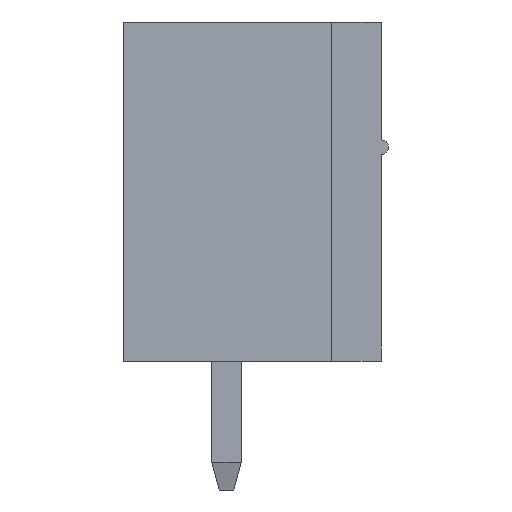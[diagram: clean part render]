
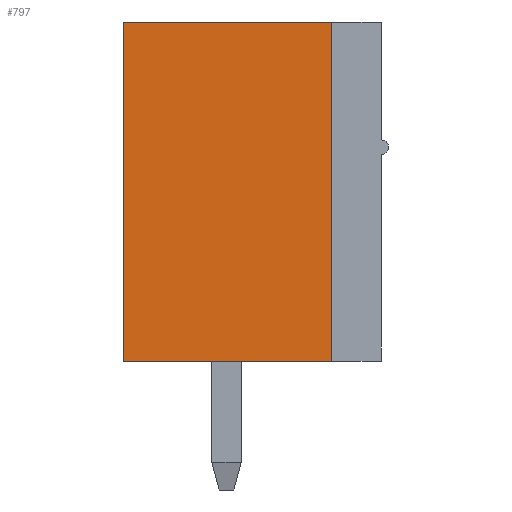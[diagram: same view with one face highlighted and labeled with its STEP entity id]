
A CAD part, left-side view. The second image highlights one B-rep face of the part: STEP entity #797.
In plain terms, the highlighted planar face has unit normal (-1, 0, 0).
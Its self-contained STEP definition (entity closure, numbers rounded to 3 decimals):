
#797 = ADVANCED_FACE( '', ( #1611 ), #1612, .T. );
#1611 = FACE_OUTER_BOUND( '', #2469, .T. );
#1612 = PLANE( '', #2470 );
#2469 = EDGE_LOOP( '', ( #4509, #4510, #4511, #4512 ) );
#2470 = AXIS2_PLACEMENT_3D( '', #4513, #4514, #4515 );
#4509 = ORIENTED_EDGE( '', *, *, #5862, .T. );
#4510 = ORIENTED_EDGE( '', *, *, #6087, .T. );
#4511 = ORIENTED_EDGE( '', *, *, #5887, .T. );
#4512 = ORIENTED_EDGE( '', *, *, #6088, .T. );
#4513 = CARTESIAN_POINT( '', ( -14.72, 0., 0. ) );
#4514 = DIRECTION( '', ( -1., 0., 0. ) );
#4515 = DIRECTION( '', ( 0., 0., 1. ) );
#5862 = EDGE_CURVE( '', #7259, #7257, #7260, .T. );
#5887 = EDGE_CURVE( '', #7297, #7295, #7298, .T. );
#6087 = EDGE_CURVE( '', #7257, #7297, #7558, .T. );
#6088 = EDGE_CURVE( '', #7295, #7259, #7559, .T. );
#7257 = VERTEX_POINT( '', #9448 );
#7259 = VERTEX_POINT( '', #9451 );
#7260 = LINE( '', #9452, #9453 );
#7295 = VERTEX_POINT( '', #9504 );
#7297 = VERTEX_POINT( '', #9507 );
#7298 = LINE( '', #9508, #9509 );
#7558 = LINE( '', #9899, #9900 );
#7559 = LINE( '', #9901, #9902 );
#9448 = CARTESIAN_POINT( '', ( -14.72, -2.15, 4.6 ) );
#9451 = CARTESIAN_POINT( '', ( -14.72, -2.15, -4.6 ) );
#9452 = CARTESIAN_POINT( '', ( -14.72, -2.15, -4.6 ) );
#9453 = VECTOR( '', #10661, 1000. );
#9504 = CARTESIAN_POINT( '', ( -14.72, 3.5, -4.6 ) );
#9507 = CARTESIAN_POINT( '', ( -14.72, 3.5, 4.6 ) );
#9508 = CARTESIAN_POINT( '', ( -14.72, 3.5, 4.6 ) );
#9509 = VECTOR( '', #10682, 1000. );
#9899 = CARTESIAN_POINT( '', ( -14.72, -2.15, 4.6 ) );
#9900 = VECTOR( '', #10831, 1000. );
#9901 = CARTESIAN_POINT( '', ( -14.72, 3.5, -4.6 ) );
#9902 = VECTOR( '', #10832, 1000. );
#10661 = DIRECTION( '', ( 0., 0., 1. ) );
#10682 = DIRECTION( '', ( 0., 0., -1. ) );
#10831 = DIRECTION( '', ( 0., 1., 0. ) );
#10832 = DIRECTION( '', ( 0., -1., 0. ) );
